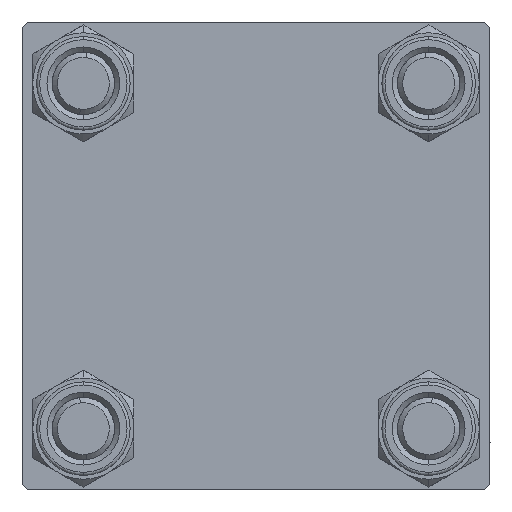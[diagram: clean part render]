
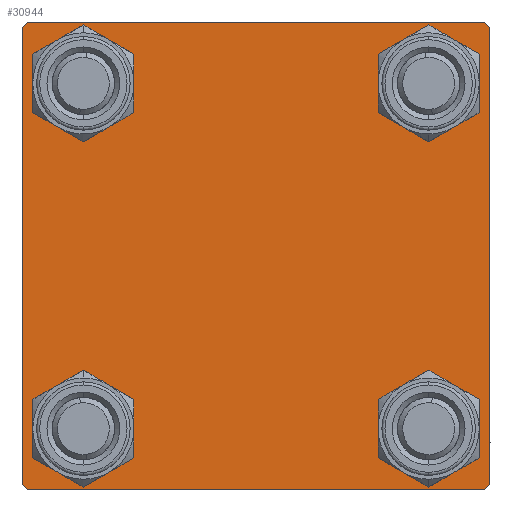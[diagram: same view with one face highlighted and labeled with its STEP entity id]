
A CAD part, left-side view. The second image highlights one B-rep face of the part: STEP entity #30944.
In plain terms, the highlighted planar face has unit normal (-1, 0, 0).
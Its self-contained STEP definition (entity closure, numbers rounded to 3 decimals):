
#13 = CIRCLE ( 'NONE', #5679, 3.5 ) ;
#92 = DIRECTION ( 'NONE',  ( 0., 0., 1. ) ) ;
#326 = EDGE_CURVE ( 'NONE', #44484, #6892, #22684, .T. ) ;
#347 = DIRECTION ( 'NONE',  ( 1., 0., 0. ) ) ;
#593 = CARTESIAN_POINT ( 'NONE',  ( 0., -16.6, -16.6 ) ) ;
#614 = AXIS2_PLACEMENT_3D ( 'NONE', #41473, #29752, #37655 ) ;
#844 = CARTESIAN_POINT ( 'NONE',  ( 0., 22.25, 22.25 ) ) ;
#889 = ORIENTED_EDGE ( 'NONE', *, *, #49202, .T. ) ;
#1140 = VERTEX_POINT ( 'NONE', #33910 ) ;
#2244 = AXIS2_PLACEMENT_3D ( 'NONE', #39275, #11791, #8721 ) ;
#2620 = EDGE_CURVE ( 'NONE', #24736, #21741, #35967, .T. ) ;
#2654 = VERTEX_POINT ( 'NONE', #4155 ) ;
#3089 = CARTESIAN_POINT ( 'NONE',  ( 0., 22.25, -22.25 ) ) ;
#3182 = VERTEX_POINT ( 'NONE', #16208 ) ;
#3261 = DIRECTION ( 'NONE',  ( 1., 0., 0. ) ) ;
#3766 = VERTEX_POINT ( 'NONE', #28276 ) ;
#3992 = EDGE_LOOP ( 'NONE', ( #17488, #37986, #15495, #27357, #28705, #25363, #17991, #8212 ) ) ;
#4026 = CIRCLE ( 'NONE', #32478, 3.5 ) ;
#4155 = CARTESIAN_POINT ( 'NONE',  ( 0., -22.5, 22. ) ) ;
#4664 = CARTESIAN_POINT ( 'NONE',  ( 0., -22., -22.5 ) ) ;
#4743 = DIRECTION ( 'NONE',  ( 0., 0.707, 0.707 ) ) ;
#5015 = EDGE_CURVE ( 'NONE', #45713, #15420, #7720, .T. ) ;
#5150 = EDGE_CURVE ( 'NONE', #29810, #8964, #42018, .T. ) ;
#5228 = VECTOR ( 'NONE', #19516, 1000. ) ;
#5679 = AXIS2_PLACEMENT_3D ( 'NONE', #17341, #36156, #33772 ) ;
#6275 = CIRCLE ( 'NONE', #2244, 3.5 ) ;
#6674 = CARTESIAN_POINT ( 'NONE',  ( 0., -16.6, -13.1 ) ) ;
#6833 = CARTESIAN_POINT ( 'NONE',  ( 0., 0., 0. ) ) ;
#6892 = VERTEX_POINT ( 'NONE', #22011 ) ;
#7103 = EDGE_CURVE ( 'NONE', #43349, #3766, #29490, .T. ) ;
#7427 = CARTESIAN_POINT ( 'NONE',  ( 0., 16.6, -20.1 ) ) ;
#7720 = LINE ( 'NONE', #844, #47307 ) ;
#7762 = ORIENTED_EDGE ( 'NONE', *, *, #36781, .T. ) ;
#8071 = EDGE_CURVE ( 'NONE', #2654, #6892, #26542, .T. ) ;
#8212 = ORIENTED_EDGE ( 'NONE', *, *, #5015, .T. ) ;
#8721 = DIRECTION ( 'NONE',  ( 0., 0., 1. ) ) ;
#8829 = CARTESIAN_POINT ( 'NONE',  ( 0., -16.6, 20.1 ) ) ;
#8964 = VERTEX_POINT ( 'NONE', #9728 ) ;
#9111 = ORIENTED_EDGE ( 'NONE', *, *, #2620, .T. ) ;
#9417 = ORIENTED_EDGE ( 'NONE', *, *, #20817, .T. ) ;
#9464 = VECTOR ( 'NONE', #13388, 1000. ) ;
#9644 = CARTESIAN_POINT ( 'NONE',  ( 0., 16.6, -13.1 ) ) ;
#9728 = CARTESIAN_POINT ( 'NONE',  ( 0., 22., -22.5 ) ) ;
#9804 = CARTESIAN_POINT ( 'NONE',  ( 0., 22.5, -22.5 ) ) ;
#10830 = EDGE_LOOP ( 'NONE', ( #7762, #889 ) ) ;
#10985 = DIRECTION ( 'NONE',  ( 0., -0.707, 0.707 ) ) ;
#11699 = DIRECTION ( 'NONE',  ( 1., 0., 0. ) ) ;
#11791 = DIRECTION ( 'NONE',  ( 1., 0., 0. ) ) ;
#13368 = ORIENTED_EDGE ( 'NONE', *, *, #18634, .T. ) ;
#13388 = DIRECTION ( 'NONE',  ( 0., -1., 0. ) ) ;
#13644 = ORIENTED_EDGE ( 'NONE', *, *, #42980, .T. ) ;
#14396 = EDGE_CURVE ( 'NONE', #45713, #3182, #30132, .T. ) ;
#14465 = FACE_OUTER_BOUND ( 'NONE', #3992, .T. ) ;
#14970 = CARTESIAN_POINT ( 'NONE',  ( 0., -16.6, 16.6 ) ) ;
#15044 = DIRECTION ( 'NONE',  ( 0., 0., 1. ) ) ;
#15061 = CIRCLE ( 'NONE', #43515, 3.5 ) ;
#15073 = CARTESIAN_POINT ( 'NONE',  ( 0., -16.6, -20.1 ) ) ;
#15091 = EDGE_CURVE ( 'NONE', #15420, #29810, #50051, .T. ) ;
#15155 = EDGE_CURVE ( 'NONE', #2654, #3182, #16719, .T. ) ;
#15420 = VERTEX_POINT ( 'NONE', #20880 ) ;
#15495 = ORIENTED_EDGE ( 'NONE', *, *, #24363, .T. ) ;
#15775 = DIRECTION ( 'NONE',  ( 0., 0., 1. ) ) ;
#16087 = AXIS2_PLACEMENT_3D ( 'NONE', #6833, #19285, #26418 ) ;
#16208 = CARTESIAN_POINT ( 'NONE',  ( 0., -22., 22.5 ) ) ;
#16613 = CIRCLE ( 'NONE', #22277, 3.5 ) ;
#16719 = LINE ( 'NONE', #20520, #36139 ) ;
#17213 = VECTOR ( 'NONE', #10985, 1000. ) ;
#17325 = VERTEX_POINT ( 'NONE', #8829 ) ;
#17341 = CARTESIAN_POINT ( 'NONE',  ( 0., -16.6, 16.6 ) ) ;
#17419 = VECTOR ( 'NONE', #30633, 1000. ) ;
#17488 = ORIENTED_EDGE ( 'NONE', *, *, #15091, .T. ) ;
#17504 = ORIENTED_EDGE ( 'NONE', *, *, #43365, .T. ) ;
#17991 = ORIENTED_EDGE ( 'NONE', *, *, #14396, .F. ) ;
#18571 = CARTESIAN_POINT ( 'NONE',  ( 0., 16.6, 13.1 ) ) ;
#18634 = EDGE_CURVE ( 'NONE', #40176, #25982, #16613, .T. ) ;
#18918 = DIRECTION ( 'NONE',  ( 0., 0., -1. ) ) ;
#19085 = CARTESIAN_POINT ( 'NONE',  ( 0., 16.6, -16.6 ) ) ;
#19285 = DIRECTION ( 'NONE',  ( -1., 0., 0. ) ) ;
#19516 = DIRECTION ( 'NONE',  ( 0., 0., -1. ) ) ;
#19579 = CARTESIAN_POINT ( 'NONE',  ( 0., 16.6, 16.6 ) ) ;
#19765 = VECTOR ( 'NONE', #18918, 1000. ) ;
#20520 = CARTESIAN_POINT ( 'NONE',  ( 0., -22.25, 22.25 ) ) ;
#20817 = EDGE_CURVE ( 'NONE', #3766, #43349, #15061, .T. ) ;
#20880 = CARTESIAN_POINT ( 'NONE',  ( 0., 22.5, 22. ) ) ;
#21741 = VERTEX_POINT ( 'NONE', #15073 ) ;
#22011 = CARTESIAN_POINT ( 'NONE',  ( 0., -22.5, -22. ) ) ;
#22221 = CARTESIAN_POINT ( 'NONE',  ( 0., -22.5, 22.5 ) ) ;
#22277 = AXIS2_PLACEMENT_3D ( 'NONE', #19085, #11699, #34103 ) ;
#22684 = LINE ( 'NONE', #23440, #17213 ) ;
#23085 = PLANE ( 'NONE',  #16087 ) ;
#23223 = DIRECTION ( 'NONE',  ( 0., 0.707, -0.707 ) ) ;
#23440 = CARTESIAN_POINT ( 'NONE',  ( 0., -22.25, -22.25 ) ) ;
#24363 = EDGE_CURVE ( 'NONE', #8964, #44484, #48251, .T. ) ;
#24736 = VERTEX_POINT ( 'NONE', #6674 ) ;
#25363 = ORIENTED_EDGE ( 'NONE', *, *, #15155, .T. ) ;
#25982 = VERTEX_POINT ( 'NONE', #9644 ) ;
#26418 = DIRECTION ( 'NONE',  ( 0., 0., 1. ) ) ;
#26542 = LINE ( 'NONE', #22221, #19765 ) ;
#27357 = ORIENTED_EDGE ( 'NONE', *, *, #326, .T. ) ;
#28276 = CARTESIAN_POINT ( 'NONE',  ( 0., 16.6, 20.1 ) ) ;
#28705 = ORIENTED_EDGE ( 'NONE', *, *, #8071, .F. ) ;
#29490 = CIRCLE ( 'NONE', #34359, 3.5 ) ;
#29752 = DIRECTION ( 'NONE',  ( 1., 0., 0. ) ) ;
#29810 = VERTEX_POINT ( 'NONE', #49013 ) ;
#30132 = LINE ( 'NONE', #38772, #17419 ) ;
#30225 = VECTOR ( 'NONE', #45091, 1000. ) ;
#30633 = DIRECTION ( 'NONE',  ( 0., -1., 0. ) ) ;
#30737 = FACE_BOUND ( 'NONE', #49347, .T. ) ;
#30944 = ADVANCED_FACE ( 'NONE', ( #34806, #41694, #49832, #30737, #14465 ), #23085, .T. ) ;
#31071 = DIRECTION ( 'NONE',  ( 1., 0., 0. ) ) ;
#32478 = AXIS2_PLACEMENT_3D ( 'NONE', #14970, #3261, #38120 ) ;
#33772 = DIRECTION ( 'NONE',  ( 0., 0., 1. ) ) ;
#33910 = CARTESIAN_POINT ( 'NONE',  ( 0., -16.6, 13.1 ) ) ;
#34103 = DIRECTION ( 'NONE',  ( 0., 0., 1. ) ) ;
#34359 = AXIS2_PLACEMENT_3D ( 'NONE', #42008, #31071, #15044 ) ;
#34806 = FACE_BOUND ( 'NONE', #10830, .T. ) ;
#35967 = CIRCLE ( 'NONE', #43271, 3.5 ) ;
#36139 = VECTOR ( 'NONE', #4743, 1000. ) ;
#36156 = DIRECTION ( 'NONE',  ( 1., 0., 0. ) ) ;
#36622 = ORIENTED_EDGE ( 'NONE', *, *, #7103, .T. ) ;
#36781 = EDGE_CURVE ( 'NONE', #17325, #1140, #13, .T. ) ;
#37655 = DIRECTION ( 'NONE',  ( 0., 0., 1. ) ) ;
#37986 = ORIENTED_EDGE ( 'NONE', *, *, #5150, .T. ) ;
#38120 = DIRECTION ( 'NONE',  ( 0., 0., 1. ) ) ;
#38658 = DIRECTION ( 'NONE',  ( 1., 0., 0. ) ) ;
#38772 = CARTESIAN_POINT ( 'NONE',  ( 0., 22.5, 22.5 ) ) ;
#38786 = CIRCLE ( 'NONE', #614, 3.5 ) ;
#39275 = CARTESIAN_POINT ( 'NONE',  ( 0., 16.6, -16.6 ) ) ;
#40176 = VERTEX_POINT ( 'NONE', #7427 ) ;
#41236 = CARTESIAN_POINT ( 'NONE',  ( 0., 22., 22.5 ) ) ;
#41473 = CARTESIAN_POINT ( 'NONE',  ( 0., -16.6, -16.6 ) ) ;
#41694 = FACE_BOUND ( 'NONE', #42120, .T. ) ;
#42008 = CARTESIAN_POINT ( 'NONE',  ( 0., 16.6, 16.6 ) ) ;
#42018 = LINE ( 'NONE', #3089, #30225 ) ;
#42120 = EDGE_LOOP ( 'NONE', ( #9111, #17504 ) ) ;
#42136 = EDGE_LOOP ( 'NONE', ( #13644, #13368 ) ) ;
#42163 = CARTESIAN_POINT ( 'NONE',  ( 0., 22.5, 22.5 ) ) ;
#42980 = EDGE_CURVE ( 'NONE', #25982, #40176, #6275, .T. ) ;
#43271 = AXIS2_PLACEMENT_3D ( 'NONE', #593, #347, #92 ) ;
#43349 = VERTEX_POINT ( 'NONE', #18571 ) ;
#43365 = EDGE_CURVE ( 'NONE', #21741, #24736, #38786, .T. ) ;
#43515 = AXIS2_PLACEMENT_3D ( 'NONE', #19579, #38658, #15775 ) ;
#44484 = VERTEX_POINT ( 'NONE', #4664 ) ;
#45091 = DIRECTION ( 'NONE',  ( 0., -0.707, -0.707 ) ) ;
#45713 = VERTEX_POINT ( 'NONE', #41236 ) ;
#47307 = VECTOR ( 'NONE', #23223, 1000. ) ;
#48251 = LINE ( 'NONE', #9804, #9464 ) ;
#49013 = CARTESIAN_POINT ( 'NONE',  ( 0., 22.5, -22. ) ) ;
#49202 = EDGE_CURVE ( 'NONE', #1140, #17325, #4026, .T. ) ;
#49347 = EDGE_LOOP ( 'NONE', ( #9417, #36622 ) ) ;
#49832 = FACE_BOUND ( 'NONE', #42136, .T. ) ;
#50051 = LINE ( 'NONE', #42163, #5228 ) ;
